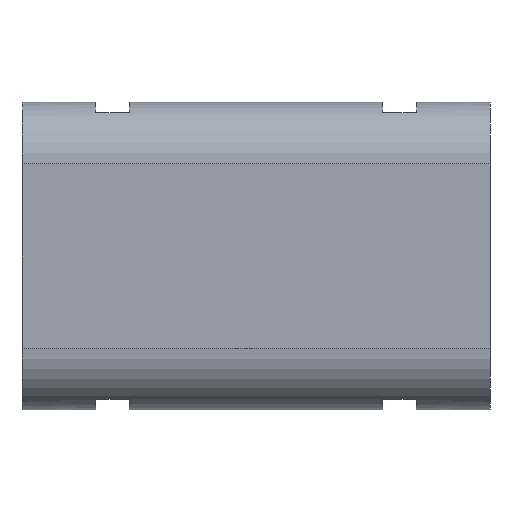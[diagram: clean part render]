
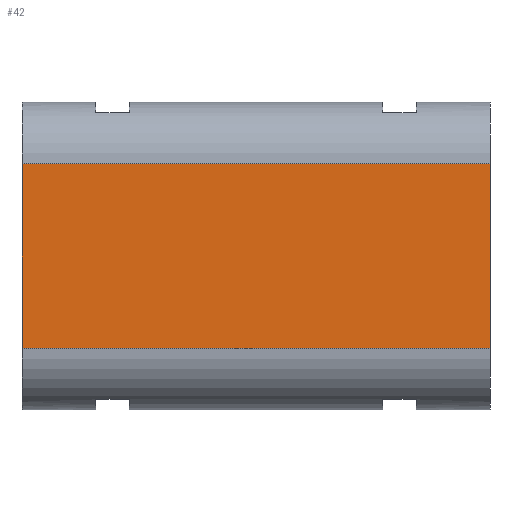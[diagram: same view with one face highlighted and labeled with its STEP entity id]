
A CAD part, front view. The second image highlights one B-rep face of the part: STEP entity #42.
In plain terms, the highlighted planar face has unit normal (0, -1, 0).
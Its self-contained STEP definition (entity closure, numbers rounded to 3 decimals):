
#12 = VERTEX_POINT ( 'NONE', #455 ) ;
#40 = CARTESIAN_POINT ( 'NONE',  ( 38., -5., 15. ) ) ;
#42 = ADVANCED_FACE ( 'NONE', ( #468 ), #589, .F. ) ;
#66 = VECTOR ( 'NONE', #1154, 1000. ) ;
#70 = LINE ( 'NONE', #289, #66 ) ;
#74 = LINE ( 'NONE', #751, #924 ) ;
#89 = VECTOR ( 'NONE', #119, 1000. ) ;
#119 = DIRECTION ( 'NONE',  ( -1., 0., 0. ) ) ;
#143 = DIRECTION ( 'NONE',  ( 0., 0., 1. ) ) ;
#169 = EDGE_CURVE ( 'NONE', #448, #12, #70, .T. ) ;
#247 = EDGE_LOOP ( 'NONE', ( #511, #913, #837, #885 ) ) ;
#250 = CARTESIAN_POINT ( 'NONE',  ( 38., -5., 0. ) ) ;
#289 = CARTESIAN_POINT ( 'NONE',  ( 38., -5., 0. ) ) ;
#294 = CARTESIAN_POINT ( 'NONE',  ( 38., -5., 15. ) ) ;
#336 = CARTESIAN_POINT ( 'NONE',  ( 38., -5., 15. ) ) ;
#366 = CARTESIAN_POINT ( 'NONE',  ( 38., -5., 15. ) ) ;
#403 = LINE ( 'NONE', #294, #856 ) ;
#406 = EDGE_CURVE ( 'NONE', #877, #905, #1016, .T. ) ;
#448 = VERTEX_POINT ( 'NONE', #250 ) ;
#455 = CARTESIAN_POINT ( 'NONE',  ( 0., -5., 0. ) ) ;
#468 = FACE_OUTER_BOUND ( 'NONE', #247, .T. ) ;
#498 = DIRECTION ( 'NONE',  ( 0., 0., -1. ) ) ;
#511 = ORIENTED_EDGE ( 'NONE', *, *, #760, .T. ) ;
#589 = PLANE ( 'NONE',  #1306 ) ;
#615 = EDGE_CURVE ( 'NONE', #877, #448, #403, .T. ) ;
#632 = DIRECTION ( 'NONE',  ( 0., 0., -1. ) ) ;
#671 = CARTESIAN_POINT ( 'NONE',  ( 0., -5., 15. ) ) ;
#706 = DIRECTION ( 'NONE',  ( 0., 1., 0. ) ) ;
#751 = CARTESIAN_POINT ( 'NONE',  ( 0., -5., 15. ) ) ;
#760 = EDGE_CURVE ( 'NONE', #905, #12, #74, .T. ) ;
#837 = ORIENTED_EDGE ( 'NONE', *, *, #615, .F. ) ;
#856 = VECTOR ( 'NONE', #498, 1000. ) ;
#877 = VERTEX_POINT ( 'NONE', #336 ) ;
#885 = ORIENTED_EDGE ( 'NONE', *, *, #406, .T. ) ;
#905 = VERTEX_POINT ( 'NONE', #671 ) ;
#913 = ORIENTED_EDGE ( 'NONE', *, *, #169, .F. ) ;
#924 = VECTOR ( 'NONE', #632, 1000. ) ;
#1016 = LINE ( 'NONE', #366, #89 ) ;
#1154 = DIRECTION ( 'NONE',  ( -1., 0., 0. ) ) ;
#1306 = AXIS2_PLACEMENT_3D ( 'NONE', #40, #706, #143 ) ;
